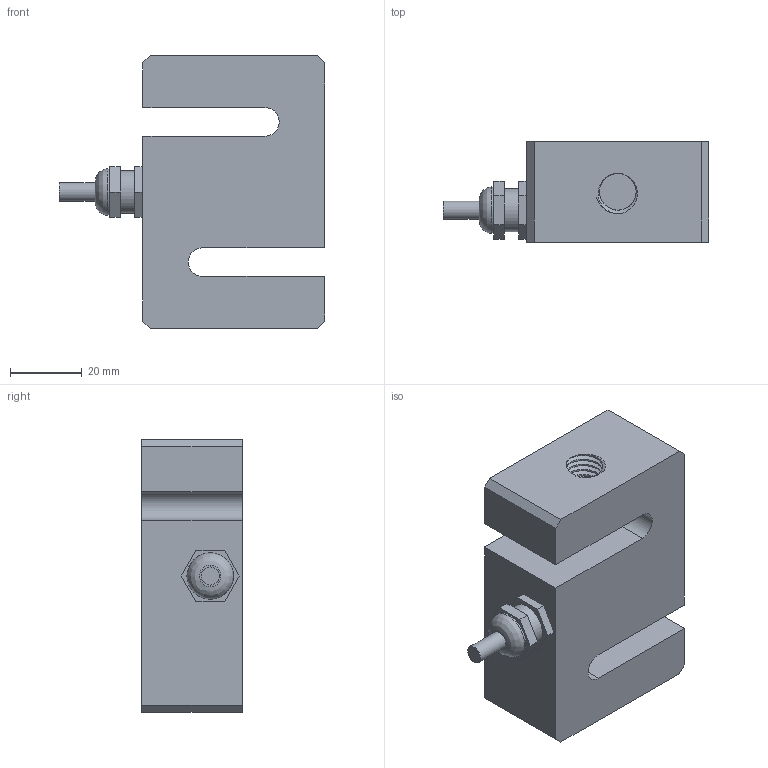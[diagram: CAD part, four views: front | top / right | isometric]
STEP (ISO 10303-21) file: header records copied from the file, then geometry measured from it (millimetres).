
FILE_DESCRIPTION(/* description */ (''),/* implementation_level */ '2;1');
FILE_NAME(/* name */ '101BS-(300-1000)kg v2.step',/* time_stamp */ '2020-01-23T10:00:29-08:00',/* author */ (''),/* organization */ (''),/* preprocessor_version */ 'ST-DEVELOPER v18',/* originating_system */ 'Autodesk Translation Framework v8.12.0.6',/* authorisation */ '');
FILE_SCHEMA (('AUTOMOTIVE_DESIGN { 1 0 10303 214 3 1 1 }'));
Length unit declared in the file: millimetre
Products named in the file (2): 101BS-(300-1000)kg; Connector v1
Assembly tree (1 placements, depth 2):
  101BS-(300-1000)kg
    Connector v1
Bounding box: 74.16 x 28.2 x 76.2 mm (x, y, z)
Volume: 76526.7 mm3; surface area: 24352.8 mm2
Topology: 2 solids, 4 shells, 98 faces, 246 edges, 161 vertices
Faces by surface type: cylinder 53, plane 40, bspline 5
Full cylindrical faces by diameter (mm): 5.1 x1, 10 x1, 10.274 x14, 12 x1, 12.226 x20, 13 x1, 26.4 x1, 27.8 x2, 29.4 x2
Entity records: 7384 total; most frequent: CARTESIAN_POINT 5121, ORIENTED_EDGE 492, DIRECTION 386, EDGE_CURVE 246, VERTEX_POINT 161, AXIS2_PLACEMENT_3D 129, LINE 128, VECTOR 128
